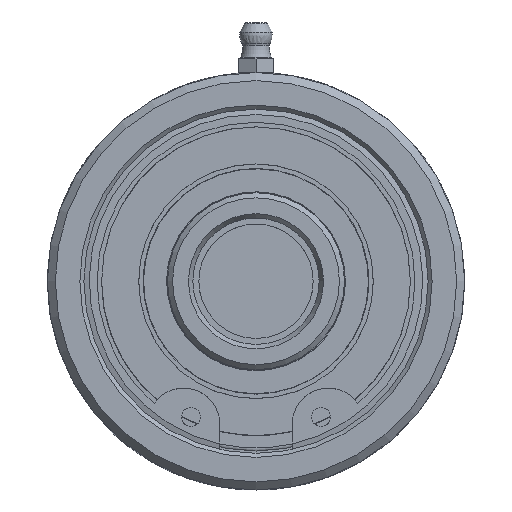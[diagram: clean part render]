
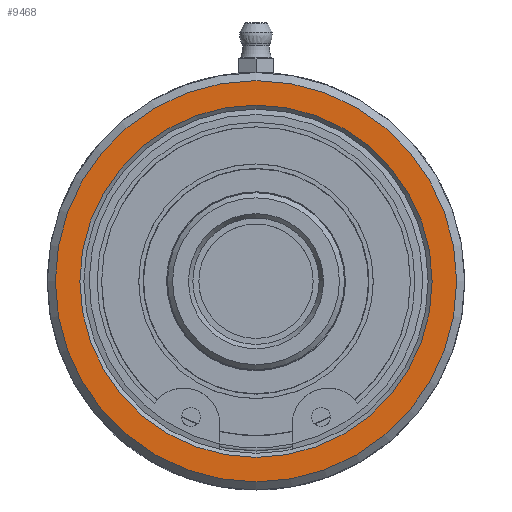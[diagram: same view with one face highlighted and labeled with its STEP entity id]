
A CAD part, left-side view. The second image highlights one B-rep face of the part: STEP entity #9468.
In plain terms, the highlighted planar face has unit normal (-1, 0, 0).
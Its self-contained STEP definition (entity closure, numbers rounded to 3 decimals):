
#480=PLANE('',#10377);
#538=FACE_BOUND('',#2135,.T.);
#1028=CIRCLE('',#10376,39.7);
#1029=CIRCLE('',#10378,34.85);
#1559=FACE_OUTER_BOUND('',#2134,.T.);
#2134=EDGE_LOOP('',(#8429));
#2135=EDGE_LOOP('',(#8430));
#4396=VERTEX_POINT('',#20474);
#4397=VERTEX_POINT('',#20478);
#5761=EDGE_CURVE('',#4396,#4396,#1028,.T.);
#5762=EDGE_CURVE('',#4397,#4397,#1029,.T.);
#8429=ORIENTED_EDGE('',*,*,#5761,.F.);
#8430=ORIENTED_EDGE('',*,*,#5762,.F.);
#9468=ADVANCED_FACE('',(#1559,#538),#480,.F.);
#10376=AXIS2_PLACEMENT_3D('',#20476,#12578,#12579);
#10377=AXIS2_PLACEMENT_3D('',#20477,#12580,#12581);
#10378=AXIS2_PLACEMENT_3D('',#20479,#12582,#12583);
#12578=DIRECTION('center_axis',(1.,0.,0.));
#12579=DIRECTION('ref_axis',(0.,0.,1.));
#12580=DIRECTION('center_axis',(1.,0.,0.));
#12581=DIRECTION('ref_axis',(0.,0.,1.));
#12582=DIRECTION('center_axis',(-1.,0.,0.));
#12583=DIRECTION('ref_axis',(0.,0.,-1.));
#20474=CARTESIAN_POINT('',(35.56,0.,-39.7));
#20476=CARTESIAN_POINT('Origin',(35.56,0.,0.));
#20477=CARTESIAN_POINT('Origin',(35.56,0.,-20.65));
#20478=CARTESIAN_POINT('',(35.56,0.,34.85));
#20479=CARTESIAN_POINT('Origin',(35.56,0.,0.));
